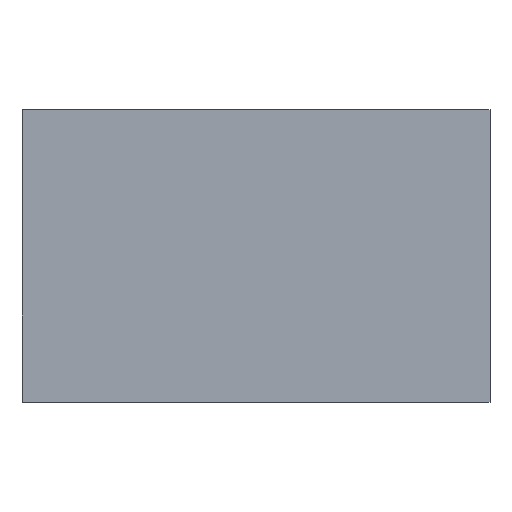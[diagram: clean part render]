
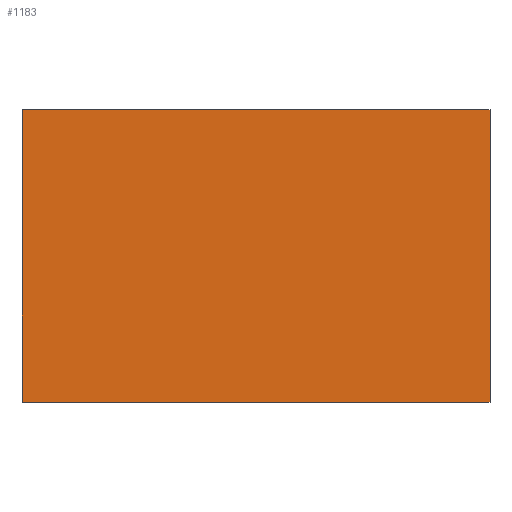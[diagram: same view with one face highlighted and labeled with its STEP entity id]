
A CAD part, top view. The second image highlights one B-rep face of the part: STEP entity #1183.
In plain terms, the highlighted planar face has unit normal (0, 0, 1).
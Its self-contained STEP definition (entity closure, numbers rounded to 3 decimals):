
#151=FACE_OUTER_BOUND('',#217,.T.);
#217=EDGE_LOOP('',(#1076,#1077,#1078,#1079));
#336=LINE('',#2128,#460);
#338=LINE('',#2132,#462);
#340=LINE('',#2136,#464);
#342=LINE('',#2139,#466);
#460=VECTOR('',#1434,10.);
#462=VECTOR('',#1438,10.);
#464=VECTOR('',#1442,10.);
#466=VECTOR('',#1446,10.);
#575=VERTEX_POINT('',#2125);
#576=VERTEX_POINT('',#2127);
#577=VERTEX_POINT('',#2131);
#578=VERTEX_POINT('',#2135);
#740=EDGE_CURVE('',#575,#576,#336,.T.);
#742=EDGE_CURVE('',#576,#577,#338,.T.);
#744=EDGE_CURVE('',#577,#578,#340,.T.);
#746=EDGE_CURVE('',#578,#575,#342,.T.);
#1076=ORIENTED_EDGE('',*,*,#740,.F.);
#1077=ORIENTED_EDGE('',*,*,#746,.F.);
#1078=ORIENTED_EDGE('',*,*,#744,.F.);
#1079=ORIENTED_EDGE('',*,*,#742,.F.);
#1121=PLANE('',#1243);
#1183=ADVANCED_FACE('',(#151),#1121,.T.);
#1243=AXIS2_PLACEMENT_3D('',#2140,#1447,#1448);
#1434=DIRECTION('',(0.,-1.,0.));
#1438=DIRECTION('',(-1.,0.,0.));
#1442=DIRECTION('',(0.,1.,0.));
#1446=DIRECTION('',(1.,0.,0.));
#1447=DIRECTION('center_axis',(0.,0.,1.));
#1448=DIRECTION('ref_axis',(1.,0.,0.));
#2125=CARTESIAN_POINT('',(1.,0.625,0.5));
#2127=CARTESIAN_POINT('',(1.,-0.625,0.5));
#2128=CARTESIAN_POINT('',(1.,0.625,0.5));
#2131=CARTESIAN_POINT('',(-1.,-0.625,0.5));
#2132=CARTESIAN_POINT('',(1.,-0.625,0.5));
#2135=CARTESIAN_POINT('',(-1.,0.625,0.5));
#2136=CARTESIAN_POINT('',(-1.,-0.625,0.5));
#2139=CARTESIAN_POINT('',(-1.,0.625,0.5));
#2140=CARTESIAN_POINT('Origin',(0.,0.,0.5));
